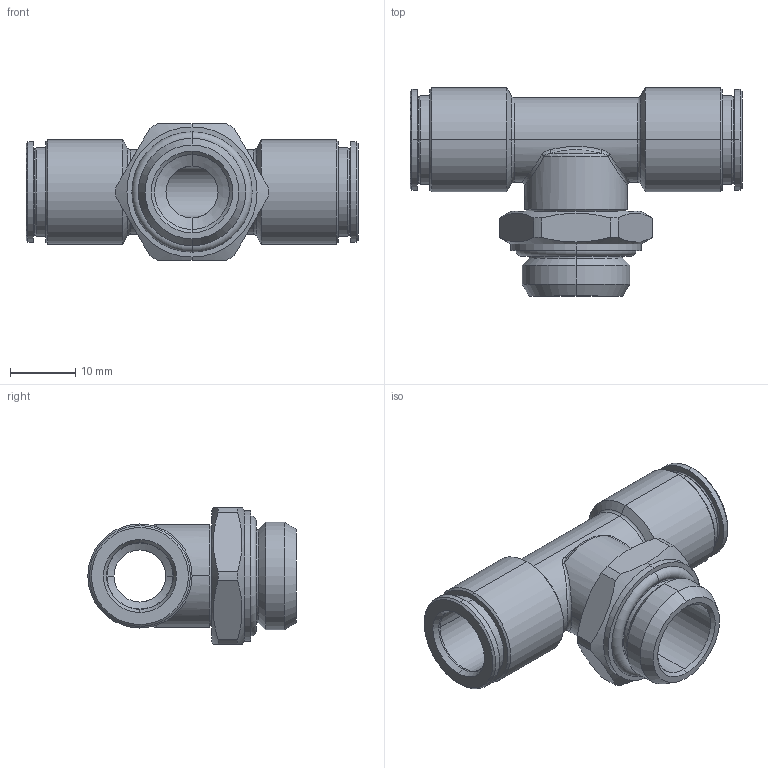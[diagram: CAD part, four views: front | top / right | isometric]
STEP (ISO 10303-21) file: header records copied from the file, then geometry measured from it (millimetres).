
FILE_DESCRIPTION (( 'STEP AP203' ), '1' );
FILE_NAME ('X0110053.STEP', '2016-12-07T10:34:31', ( '' ), ( '' ), 'SwSTEP 2.0', 'SolidWorks 2015', '' );
FILE_SCHEMA (( 'CONFIG_CONTROL_DESIGN' ));
Length unit declared in the file: millimetre
Products named in the file (1): X0110053
Bounding box: 51.02 x 32 x 21 mm (x, y, z)
Volume: 7983.2 mm3; surface area: 6357.3 mm2
Topology: 1 solids, 1 shells, 119 faces, 268 edges, 158 vertices
Faces by surface type: cylinder 39, cone 36, torus 20, plane 16, bspline 8
Entity records: 4065 total; most frequent: CARTESIAN_POINT 1314, DIRECTION 608, ORIENTED_EDGE 536, EDGE_CURVE 268, AXIS2_PLACEMENT_3D 264, VERTEX_POINT 158, CIRCLE 152, EDGE_LOOP 130
